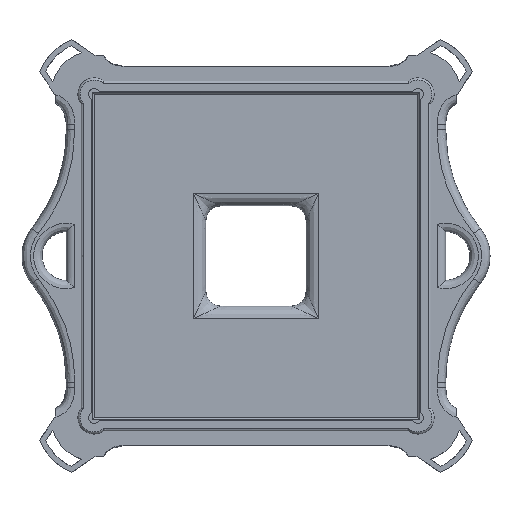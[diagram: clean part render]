
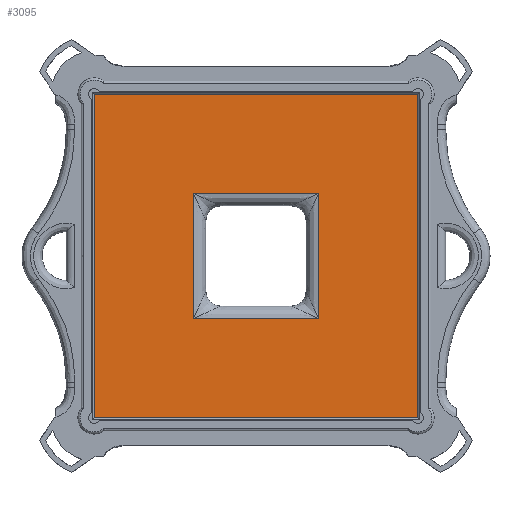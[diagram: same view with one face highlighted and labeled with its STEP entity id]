
A CAD part, top view. The second image highlights one B-rep face of the part: STEP entity #3095.
In plain terms, the highlighted planar face has unit normal (0, 0, 1).
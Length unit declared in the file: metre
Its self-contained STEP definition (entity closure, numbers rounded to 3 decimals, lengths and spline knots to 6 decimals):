
#1236=ORIENTED_EDGE('',*,*,#1844,.T.);
#1237=ORIENTED_EDGE('',*,*,#1845,.T.);
#1238=ORIENTED_EDGE('',*,*,#1846,.T.);
#1239=ORIENTED_EDGE('',*,*,#1847,.T.);
#1240=ORIENTED_EDGE('',*,*,#1814,.T.);
#1241=ORIENTED_EDGE('',*,*,#1815,.T.);
#1242=ORIENTED_EDGE('',*,*,#1811,.T.);
#1243=ORIENTED_EDGE('',*,*,#1809,.T.);
#1809=EDGE_CURVE('',#2193,#2192,#2469,.T.);
#1811=EDGE_CURVE('',#2194,#2193,#2471,.T.);
#1814=EDGE_CURVE('',#2192,#2195,#2474,.T.);
#1815=EDGE_CURVE('',#2195,#2194,#2475,.T.);
#1844=EDGE_CURVE('',#2196,#2197,#2504,.T.);
#1845=EDGE_CURVE('',#2197,#2198,#2505,.T.);
#1846=EDGE_CURVE('',#2198,#2199,#2506,.T.);
#1847=EDGE_CURVE('',#2199,#2196,#2507,.T.);
#2192=VERTEX_POINT('',#7452);
#2193=VERTEX_POINT('',#7466);
#2194=VERTEX_POINT('',#7523);
#2195=VERTEX_POINT('',#7586);
#2196=VERTEX_POINT('',#8650);
#2197=VERTEX_POINT('',#8651);
#2198=VERTEX_POINT('',#8656);
#2199=VERTEX_POINT('',#8661);
#2469=B_SPLINE_CURVE_WITH_KNOTS('',3,(#7453,#7454,#7455,#7456,#7457,#7458,
#7459,#7460,#7461,#7462,#7463,#7464,#7465),.UNSPECIFIED.,.F.,.F.,(4,1,1,
1,1,1,1,1,1,1,4),(0.,0.125,0.25,0.375,0.4375,0.5,0.5625,0.625,0.75,0.875,
1.),.UNSPECIFIED.);
#2471=B_SPLINE_CURVE_WITH_KNOTS('',3,(#7510,#7511,#7512,#7513,#7514,#7515,
#7516,#7517,#7518,#7519,#7520,#7521,#7522),.UNSPECIFIED.,.F.,.F.,(4,1,1,
1,1,1,1,1,1,1,4),(0.,0.125,0.25,0.375,0.4375,0.5,0.5625,0.625,0.75,0.875,
1.),.UNSPECIFIED.);
#2474=B_SPLINE_CURVE_WITH_KNOTS('',3,(#7587,#7588,#7589,#7590,#7591,#7592,
#7593,#7594,#7595,#7596,#7597,#7598,#7599),.UNSPECIFIED.,.F.,.F.,(4,1,1,
1,1,1,1,1,1,1,4),(0.,0.125,0.25,0.375,0.4375,0.5,0.5625,0.625,0.75,0.875,
1.),.UNSPECIFIED.);
#2475=B_SPLINE_CURVE_WITH_KNOTS('',3,(#7624,#7625,#7626,#7627,#7628,#7629,
#7630,#7631,#7632,#7633,#7634,#7635,#7636),.UNSPECIFIED.,.F.,.F.,(4,1,1,
1,1,1,1,1,1,1,4),(0.,0.125,0.25,0.375,0.4375,0.5,0.5625,0.625,0.75,0.875,
1.),.UNSPECIFIED.);
#2504=B_SPLINE_CURVE_WITH_KNOTS('',3,(#8646,#8647,#8648,#8649),
 .UNSPECIFIED.,.F.,.F.,(4,4),(0.,0.059472),.UNSPECIFIED.);
#2505=B_SPLINE_CURVE_WITH_KNOTS('',3,(#8652,#8653,#8654,#8655),
 .UNSPECIFIED.,.F.,.F.,(4,4),(0.,0.059472),.UNSPECIFIED.);
#2506=B_SPLINE_CURVE_WITH_KNOTS('',3,(#8657,#8658,#8659,#8660),
 .UNSPECIFIED.,.F.,.F.,(4,4),(0.,0.059472),.UNSPECIFIED.);
#2507=B_SPLINE_CURVE_WITH_KNOTS('',3,(#8662,#8663,#8664,#8665),
 .UNSPECIFIED.,.F.,.F.,(4,4),(0.,0.059472),.UNSPECIFIED.);
#2690=EDGE_LOOP('',(#1236,#1237,#1238,#1239));
#2691=EDGE_LOOP('',(#1240,#1241,#1242,#1243));
#2880=FACE_BOUND('',#2690,.T.);
#2881=FACE_BOUND('',#2691,.T.);
#2964=PLANE('',#3215);
#3095=ADVANCED_FACE('',(#2880,#2881),#2964,.F.);
#3215=AXIS2_PLACEMENT_3D('',#8645,#3480,#3481);
#3480=DIRECTION('',(0.,0.,-1.));
#3481=DIRECTION('',(-1.,0.,0.));
#7452=CARTESIAN_POINT('',(-0.076726,0.076726,0.0706));
#7453=CARTESIAN_POINT('',(0.076726,0.076726,0.0706));
#7454=CARTESIAN_POINT('',(0.070074,0.076728,0.0706));
#7455=CARTESIAN_POINT('',(0.056899,0.076731,0.0706));
#7456=CARTESIAN_POINT('',(0.037523,0.076735,0.0706));
#7457=CARTESIAN_POINT('',(0.021703,0.076737,0.0706));
#7458=CARTESIAN_POINT('',(0.009231,0.076738,0.0706));
#7459=CARTESIAN_POINT('',(0.,0.076738,0.0706));
#7460=CARTESIAN_POINT('',(-0.009231,0.076738,0.0706));
#7461=CARTESIAN_POINT('',(-0.021703,0.076737,0.0706));
#7462=CARTESIAN_POINT('',(-0.037523,0.076735,0.0706));
#7463=CARTESIAN_POINT('',(-0.056899,0.076731,0.0706));
#7464=CARTESIAN_POINT('',(-0.070074,0.076728,0.0706));
#7465=CARTESIAN_POINT('',(-0.076726,0.076726,0.0706));
#7466=CARTESIAN_POINT('',(0.076726,0.076726,0.0706));
#7510=CARTESIAN_POINT('',(0.076726,-0.076726,0.0706));
#7511=CARTESIAN_POINT('',(0.076728,-0.070074,0.0706));
#7512=CARTESIAN_POINT('',(0.076731,-0.056899,0.0706));
#7513=CARTESIAN_POINT('',(0.076735,-0.037523,0.0706));
#7514=CARTESIAN_POINT('',(0.076737,-0.021703,0.0706));
#7515=CARTESIAN_POINT('',(0.076738,-0.009231,0.0706));
#7516=CARTESIAN_POINT('',(0.076738,0.,0.0706));
#7517=CARTESIAN_POINT('',(0.076738,0.009231,0.0706));
#7518=CARTESIAN_POINT('',(0.076737,0.021703,0.0706));
#7519=CARTESIAN_POINT('',(0.076735,0.037523,0.0706));
#7520=CARTESIAN_POINT('',(0.076731,0.056899,0.0706));
#7521=CARTESIAN_POINT('',(0.076728,0.070074,0.0706));
#7522=CARTESIAN_POINT('',(0.076726,0.076726,0.0706));
#7523=CARTESIAN_POINT('',(0.076726,-0.076726,0.0706));
#7586=CARTESIAN_POINT('',(-0.076726,-0.076726,0.0706));
#7587=CARTESIAN_POINT('',(-0.076726,0.076726,0.0706));
#7588=CARTESIAN_POINT('',(-0.076728,0.070074,0.0706));
#7589=CARTESIAN_POINT('',(-0.076731,0.056899,0.0706));
#7590=CARTESIAN_POINT('',(-0.076735,0.037523,0.0706));
#7591=CARTESIAN_POINT('',(-0.076737,0.021703,0.0706));
#7592=CARTESIAN_POINT('',(-0.076738,0.009231,0.0706));
#7593=CARTESIAN_POINT('',(-0.076738,0.,0.0706));
#7594=CARTESIAN_POINT('',(-0.076738,-0.009231,0.0706));
#7595=CARTESIAN_POINT('',(-0.076737,-0.021703,0.0706));
#7596=CARTESIAN_POINT('',(-0.076735,-0.037523,0.0706));
#7597=CARTESIAN_POINT('',(-0.076731,-0.056899,0.0706));
#7598=CARTESIAN_POINT('',(-0.076728,-0.070074,0.0706));
#7599=CARTESIAN_POINT('',(-0.076726,-0.076726,0.0706));
#7624=CARTESIAN_POINT('',(-0.076726,-0.076726,0.0706));
#7625=CARTESIAN_POINT('',(-0.070074,-0.076728,0.0706));
#7626=CARTESIAN_POINT('',(-0.056899,-0.076731,0.0706));
#7627=CARTESIAN_POINT('',(-0.037523,-0.076735,0.0706));
#7628=CARTESIAN_POINT('',(-0.021703,-0.076737,0.0706));
#7629=CARTESIAN_POINT('',(-0.009231,-0.076738,0.0706));
#7630=CARTESIAN_POINT('',(0.,-0.076738,0.0706));
#7631=CARTESIAN_POINT('',(0.009231,-0.076738,0.0706));
#7632=CARTESIAN_POINT('',(0.021703,-0.076737,0.0706));
#7633=CARTESIAN_POINT('',(0.037523,-0.076735,0.0706));
#7634=CARTESIAN_POINT('',(0.056899,-0.076731,0.0706));
#7635=CARTESIAN_POINT('',(0.070074,-0.076728,0.0706));
#7636=CARTESIAN_POINT('',(0.076726,-0.076726,0.0706));
#8645=CARTESIAN_POINT('',(-0.076726,0.076726,0.0706));
#8646=CARTESIAN_POINT('',(0.029736,-0.029736,0.0706));
#8647=CARTESIAN_POINT('',(0.009912,-0.029738,0.0706));
#8648=CARTESIAN_POINT('',(-0.009912,-0.029738,0.0706));
#8649=CARTESIAN_POINT('',(-0.029736,-0.029736,0.0706));
#8650=CARTESIAN_POINT('',(0.029736,-0.029736,0.0706));
#8651=CARTESIAN_POINT('',(-0.029736,-0.029736,0.0706));
#8652=CARTESIAN_POINT('',(-0.029736,-0.029736,0.0706));
#8653=CARTESIAN_POINT('',(-0.029738,-0.009912,0.0706));
#8654=CARTESIAN_POINT('',(-0.029738,0.009912,0.0706));
#8655=CARTESIAN_POINT('',(-0.029736,0.029736,0.0706));
#8656=CARTESIAN_POINT('',(-0.029736,0.029736,0.0706));
#8657=CARTESIAN_POINT('',(-0.029736,0.029736,0.0706));
#8658=CARTESIAN_POINT('',(-0.009912,0.029738,0.0706));
#8659=CARTESIAN_POINT('',(0.009912,0.029738,0.0706));
#8660=CARTESIAN_POINT('',(0.029736,0.029736,0.0706));
#8661=CARTESIAN_POINT('',(0.029736,0.029736,0.0706));
#8662=CARTESIAN_POINT('',(0.029736,0.029736,0.0706));
#8663=CARTESIAN_POINT('',(0.029738,0.009912,0.0706));
#8664=CARTESIAN_POINT('',(0.029738,-0.009912,0.0706));
#8665=CARTESIAN_POINT('',(0.029736,-0.029736,0.0706));
